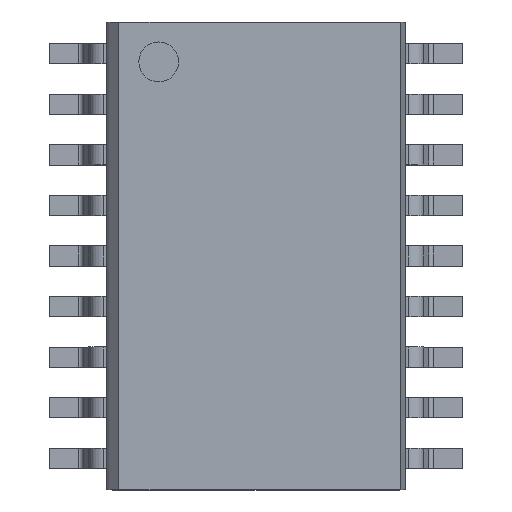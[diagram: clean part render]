
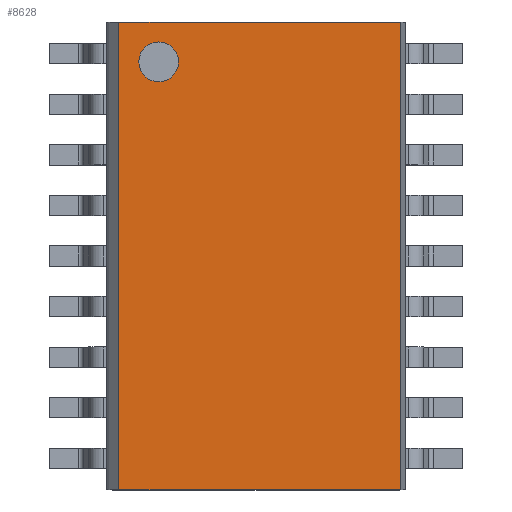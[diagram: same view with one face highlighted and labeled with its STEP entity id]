
A CAD part, top view. The second image highlights one B-rep face of the part: STEP entity #8628.
In plain terms, the highlighted planar face has unit normal (0, 0, 1).
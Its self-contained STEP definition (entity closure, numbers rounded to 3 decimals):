
#8451=CARTESIAN_POINT('',(-1.943,4.875,1.68));
#8452=VERTEX_POINT('',#8451);
#8468=CARTESIAN_POINT('',(-2.943,4.875,1.68));
#8469=VERTEX_POINT('',#8468);
#8476=CARTESIAN_POINT('',(-2.443,4.875,1.68));
#8477=DIRECTION('',(0.0,0.0,-1.0));
#8478=DIRECTION('',(1.0,0.0,0.0));
#8479=AXIS2_PLACEMENT_3D('',#8476,#8477,#8478);
#8480=CIRCLE('',#8479,0.5);
#8481=EDGE_CURVE('',#8452,#8469,#8480,.T.);
#8562=CARTESIAN_POINT('',(3.637,-5.875,1.68));
#8563=VERTEX_POINT('',#8562);
#8571=CARTESIAN_POINT('',(3.637,5.875,1.68));
#8572=VERTEX_POINT('',#8571);
#8579=CARTESIAN_POINT('',(3.637,5.875,1.68));
#8580=DIRECTION('',(0.0,-1.0,0.0));
#8581=VECTOR('',#8580,11.75);
#8582=LINE('',#8579,#8581);
#8583=EDGE_CURVE('',#8572,#8563,#8582,.T.);
#8588=CARTESIAN_POINT('',(-3.443,7.8,1.68));
#8589=DIRECTION('',(0.0,0.0,1.0));
#8590=DIRECTION('',(1.0,0.0,0.0));
#8591=AXIS2_PLACEMENT_3D('',#8588,#8589,#8590);
#8592=PLANE('',#8591);
#8593=CARTESIAN_POINT('',(-3.443,-5.875,1.68));
#8594=VERTEX_POINT('',#8593);
#8595=CARTESIAN_POINT('',(-3.443,-5.875,1.68));
#8596=DIRECTION('',(1.0,0.0,0.0));
#8597=VECTOR('',#8596,7.08);
#8598=LINE('',#8595,#8597);
#8599=EDGE_CURVE('',#8594,#8563,#8598,.T.);
#8600=ORIENTED_EDGE('',*,*,#8599,.T.);
#8601=ORIENTED_EDGE('',*,*,#8583,.F.);
#8602=CARTESIAN_POINT('',(-3.443,5.875,1.68));
#8603=VERTEX_POINT('',#8602);
#8604=CARTESIAN_POINT('',(-3.443,5.875,1.68));
#8605=DIRECTION('',(1.0,0.0,0.0));
#8606=VECTOR('',#8605,7.08);
#8607=LINE('',#8604,#8606);
#8608=EDGE_CURVE('',#8603,#8572,#8607,.T.);
#8609=ORIENTED_EDGE('',*,*,#8608,.F.);
#8610=CARTESIAN_POINT('',(-3.443,5.875,1.68));
#8611=DIRECTION('',(0.0,-1.0,0.0));
#8612=VECTOR('',#8611,11.75);
#8613=LINE('',#8610,#8612);
#8614=EDGE_CURVE('',#8603,#8594,#8613,.T.);
#8615=ORIENTED_EDGE('',*,*,#8614,.T.);
#8616=EDGE_LOOP('',(#8600,#8601,#8609,#8615));
#8617=FACE_OUTER_BOUND('',#8616,.T.);
#8618=ORIENTED_EDGE('',*,*,#8481,.T.);
#8619=CARTESIAN_POINT('',(-2.443,4.875,1.68));
#8620=DIRECTION('',(0.0,0.0,-1.0));
#8621=DIRECTION('',(1.0,0.0,0.0));
#8622=AXIS2_PLACEMENT_3D('',#8619,#8620,#8621);
#8623=CIRCLE('',#8622,0.5);
#8624=EDGE_CURVE('',#8469,#8452,#8623,.T.);
#8625=ORIENTED_EDGE('',*,*,#8624,.T.);
#8626=EDGE_LOOP('',(#8618,#8625));
#8627=FACE_BOUND('',#8626,.T.);
#8628=ADVANCED_FACE('',(#8617,#8627),#8592,.T.);
